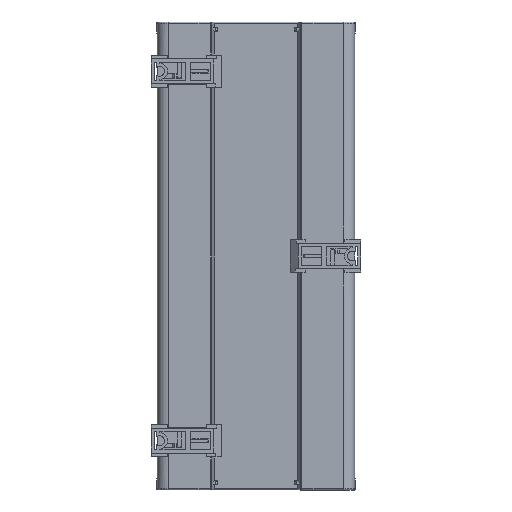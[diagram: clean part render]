
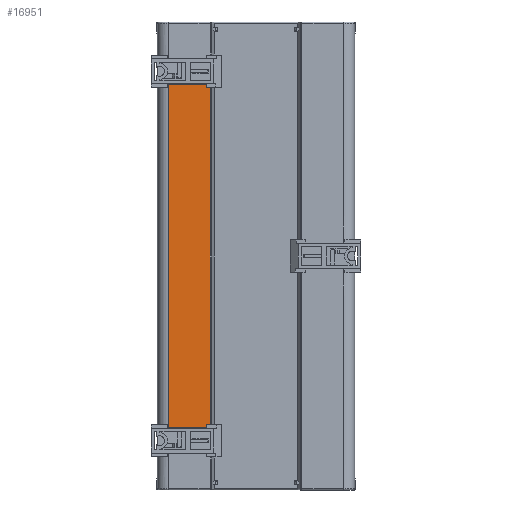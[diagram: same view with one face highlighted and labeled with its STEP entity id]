
A CAD part, front view. The second image highlights one B-rep face of the part: STEP entity #16951.
In plain terms, the highlighted face is planar.
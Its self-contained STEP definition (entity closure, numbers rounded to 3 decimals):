
#725 = DIRECTION ( 'NONE',  ( 1., 0., 0. ) ) ;
#1089 = ORIENTED_EDGE ( 'NONE', *, *, #19301, .F. ) ;
#3565 = CARTESIAN_POINT ( 'NONE',  ( 0., 0., 0. ) ) ;
#5409 = CARTESIAN_POINT ( 'NONE',  ( -22.34, -77.75, 0. ) ) ;
#7108 = CARTESIAN_POINT ( 'NONE',  ( -39.607, 0., 0. ) ) ;
#9055 = CARTESIAN_POINT ( 'NONE',  ( -22.34, -76.25, 0. ) ) ;
#9188 = AXIS2_PLACEMENT_3D ( 'NONE', #3565, #24862, #16282 ) ;
#9670 = CARTESIAN_POINT ( 'NONE',  ( -22.34, 77.75, 0. ) ) ;
#10142 = VECTOR ( 'NONE', #46845, 1000. ) ;
#11703 = DIRECTION ( 'NONE',  ( 1., 0., 0. ) ) ;
#11920 = LINE ( 'NONE', #7108, #36128 ) ;
#12111 = EDGE_CURVE ( 'NONE', #52983, #41333, #18158, .T. ) ;
#12299 = ORIENTED_EDGE ( 'NONE', *, *, #24612, .F. ) ;
#12372 = ORIENTED_EDGE ( 'NONE', *, *, #16286, .F. ) ;
#13884 = DIRECTION ( 'NONE',  ( 0., 1., 0. ) ) ;
#14128 = EDGE_CURVE ( 'NONE', #18447, #40862, #19195, .T. ) ;
#15518 = VECTOR ( 'NONE', #26366, 1000. ) ;
#15854 = DIRECTION ( 'NONE',  ( -1., 0., 0. ) ) ;
#16282 = DIRECTION ( 'NONE',  ( 1., 0., 0. ) ) ;
#16286 = EDGE_CURVE ( 'NONE', #32262, #47791, #47085, .T. ) ;
#16625 = CARTESIAN_POINT ( 'NONE',  ( -22.34, -77.75, 0. ) ) ;
#16732 = ORIENTED_EDGE ( 'NONE', *, *, #46143, .T. ) ;
#16951 = ADVANCED_FACE ( 'NONE', ( #27784 ), #33090, .F. ) ;
#18158 = LINE ( 'NONE', #21455, #15518 ) ;
#18447 = VERTEX_POINT ( 'NONE', #20126 ) ;
#19195 = LINE ( 'NONE', #26045, #41381 ) ;
#19301 = EDGE_CURVE ( 'NONE', #41333, #42723, #22581, .T. ) ;
#19574 = ORIENTED_EDGE ( 'NONE', *, *, #14128, .T. ) ;
#19848 = DIRECTION ( 'NONE',  ( 0., 1., 0. ) ) ;
#20055 = CARTESIAN_POINT ( 'NONE',  ( -22.34, 76.25, 0. ) ) ;
#20126 = CARTESIAN_POINT ( 'NONE',  ( -20.724, 76.25, 0. ) ) ;
#21297 = VECTOR ( 'NONE', #15854, 1000. ) ;
#21455 = CARTESIAN_POINT ( 'NONE',  ( -54., -77.75, 0. ) ) ;
#22581 = LINE ( 'NONE', #5409, #10142 ) ;
#24612 = EDGE_CURVE ( 'NONE', #18447, #32262, #42862, .T. ) ;
#24862 = DIRECTION ( 'NONE',  ( 0., 0., 1. ) ) ;
#26045 = CARTESIAN_POINT ( 'NONE',  ( -20.724, 0., 0. ) ) ;
#26366 = DIRECTION ( 'NONE',  ( 1., 0., 0. ) ) ;
#27784 = FACE_OUTER_BOUND ( 'NONE', #43872, .T. ) ;
#29186 = EDGE_CURVE ( 'NONE', #42723, #40862, #44125, .T. ) ;
#32262 = VERTEX_POINT ( 'NONE', #34754 ) ;
#32751 = VECTOR ( 'NONE', #13884, 1000. ) ;
#33016 = VECTOR ( 'NONE', #725, 1000. ) ;
#33090 = PLANE ( 'NONE',  #9188 ) ;
#34713 = CARTESIAN_POINT ( 'NONE',  ( -39.607, 77.75, 0. ) ) ;
#34754 = CARTESIAN_POINT ( 'NONE',  ( -22.34, 76.25, 0. ) ) ;
#35978 = VERTEX_POINT ( 'NONE', #34713 ) ;
#36128 = VECTOR ( 'NONE', #19848, 1000. ) ;
#36354 = CARTESIAN_POINT ( 'NONE',  ( -54., 77.75, 0. ) ) ;
#36704 = ORIENTED_EDGE ( 'NONE', *, *, #29186, .F. ) ;
#37538 = CARTESIAN_POINT ( 'NONE',  ( -22.34, 77.75, 0. ) ) ;
#38492 = DIRECTION ( 'NONE',  ( 0., -1., 0. ) ) ;
#39466 = CARTESIAN_POINT ( 'NONE',  ( -22.34, -76.25, 0. ) ) ;
#40832 = ORIENTED_EDGE ( 'NONE', *, *, #42852, .T. ) ;
#40862 = VERTEX_POINT ( 'NONE', #46279 ) ;
#41333 = VERTEX_POINT ( 'NONE', #16625 ) ;
#41381 = VECTOR ( 'NONE', #38492, 1000. ) ;
#42542 = CARTESIAN_POINT ( 'NONE',  ( -39.607, -77.75, 0. ) ) ;
#42723 = VERTEX_POINT ( 'NONE', #39466 ) ;
#42852 = EDGE_CURVE ( 'NONE', #35978, #47791, #47149, .T. ) ;
#42862 = LINE ( 'NONE', #20055, #21297 ) ;
#43872 = EDGE_LOOP ( 'NONE', ( #12299, #19574, #36704, #1089, #51202, #16732, #40832, #12372 ) ) ;
#44125 = LINE ( 'NONE', #9055, #33016 ) ;
#44545 = VECTOR ( 'NONE', #11703, 1000. ) ;
#46143 = EDGE_CURVE ( 'NONE', #52983, #35978, #11920, .T. ) ;
#46279 = CARTESIAN_POINT ( 'NONE',  ( -20.724, -76.25, 0. ) ) ;
#46845 = DIRECTION ( 'NONE',  ( 0., 1., 0. ) ) ;
#47085 = LINE ( 'NONE', #9670, #32751 ) ;
#47149 = LINE ( 'NONE', #36354, #44545 ) ;
#47791 = VERTEX_POINT ( 'NONE', #37538 ) ;
#51202 = ORIENTED_EDGE ( 'NONE', *, *, #12111, .F. ) ;
#52983 = VERTEX_POINT ( 'NONE', #42542 ) ;
